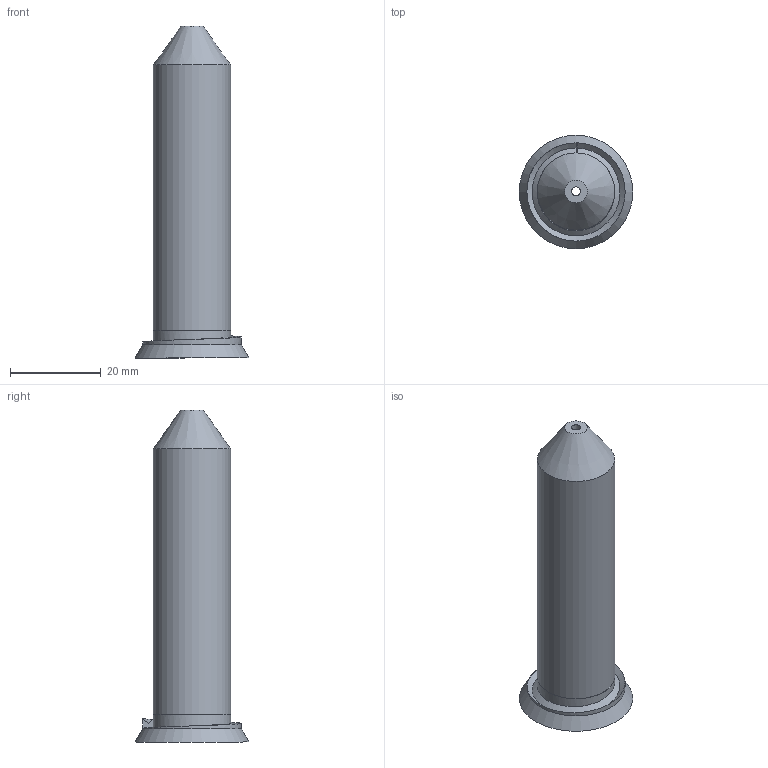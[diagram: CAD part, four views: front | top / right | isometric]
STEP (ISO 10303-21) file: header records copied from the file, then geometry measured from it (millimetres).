
FILE_DESCRIPTION(('FreeCAD Model'),'2;1');
FILE_NAME('Open CASCADE Shape Model','2023-11-11T11:41:54',(''),(''), 'Open CASCADE STEP processor 7.6','FreeCAD','Unknown');
FILE_SCHEMA(('AUTOMOTIVE_DESIGN { 1 0 10303 214 1 1 1 1 }'));
Length unit declared in the file: millimetre
Products named in the file (1): Apextrooper plunger shaft K26 1A
Bounding box: 25 x 25 x 73 mm (x, y, z)
Volume: 14122.4 mm3; surface area: 5952.6 mm2
Topology: 1 solids, 1 shells, 19 faces, 42 edges, 26 vertices
Faces by surface type: plane 9, cylinder 4, cone 3, bspline 3
Full cylindrical faces by diameter (mm): 2 x1, 6.2 x1, 17 x1, 21.6 x1
Entity records: 1914 total; most frequent: CARTESIAN_POINT 1056, DIRECTION 146, LINE 89, VECTOR 89, ORIENTED_EDGE 84, PCURVE 84, DEFINITIONAL_REPRESENTATION 84, EDGE_CURVE 42
